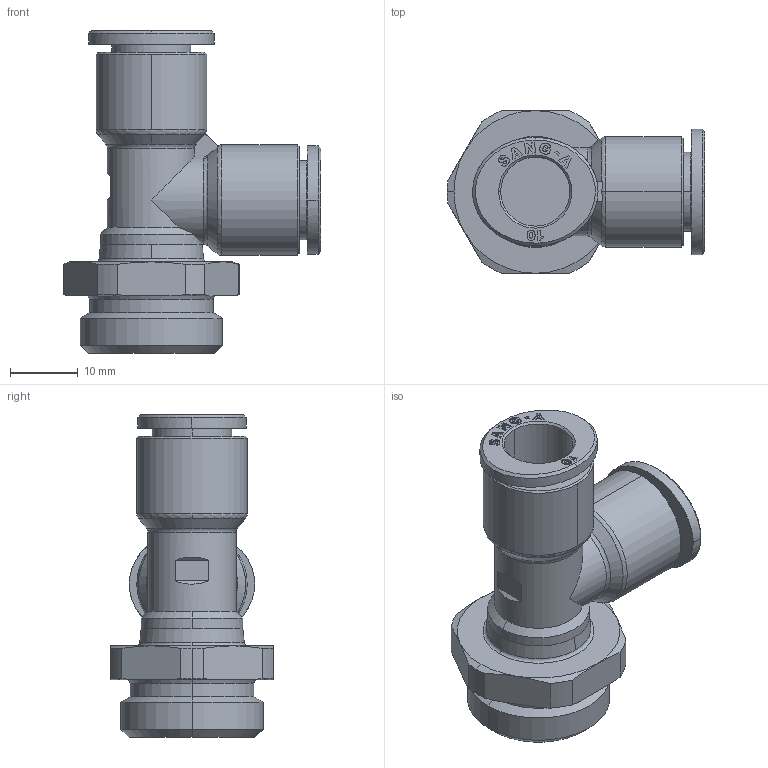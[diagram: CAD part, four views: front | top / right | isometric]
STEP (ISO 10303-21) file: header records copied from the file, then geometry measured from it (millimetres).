
FILE_DESCRIPTION (( 'STEP AP214' ), '1' );
FILE_NAME ('PST10-G04.STEP', '2015-10-14T08:30:35', ( '' ), ( '' ), 'SwSTEP 2.0', 'SolidWorks 2015', '' );
FILE_SCHEMA (( 'AUTOMOTIVE_DESIGN' ));
Length unit declared in the file: millimetre
Products named in the file (2): PST10-G04; ｦ+ﾃｦ1
Assembly tree (1 placements, depth 2):
  PST10-G04
    ｦ+ﾃｦ1
Bounding box: 38 x 24 x 47.6 mm (x, y, z)
Volume: 10244 mm3; surface area: 6777.8 mm2
Topology: 1 solids, 1 shells, 887 faces, 2528 edges, 1674 vertices
Faces by surface type: plane 780, cone 47, cylinder 33, bspline 22, torus 5
Entity records: 30847 total; most frequent: CARTESIAN_POINT 6837, ORIENTED_EDGE 5052, DIRECTION 4302, EDGE_CURVE 2526, VECTOR 2292, LINE 2292, VERTEX_POINT 1674, AXIS2_PLACEMENT_3D 1005
